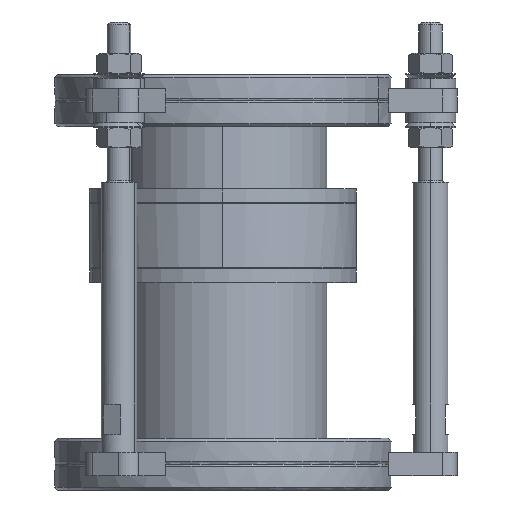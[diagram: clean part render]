
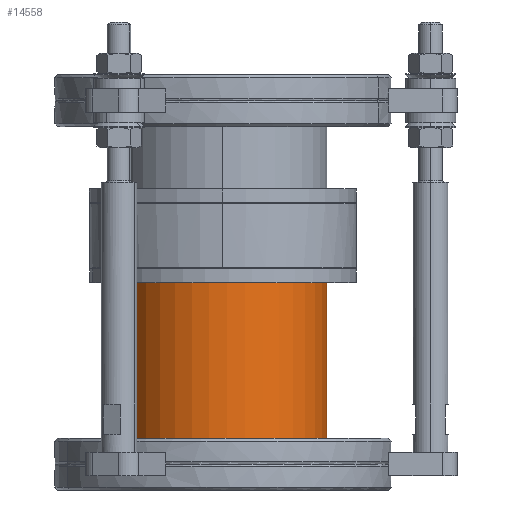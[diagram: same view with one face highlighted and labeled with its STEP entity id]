
A CAD part, left-side view. The second image highlights one B-rep face of the part: STEP entity #14558.
In plain terms, the highlighted cylindrical face has radius 35 mm (diameter 70 mm), a partial arc.
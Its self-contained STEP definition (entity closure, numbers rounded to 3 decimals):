
#38 = DIRECTION ( 'NONE',  ( 0., 0., -1. ) ) ;
#69 = DIRECTION ( 'NONE',  ( 0., 0., -1. ) ) ;
#609 = CIRCLE ( 'NONE', #8389, 35. ) ;
#2282 = CARTESIAN_POINT ( 'NONE',  ( -7.553, 34.175, -70.1 ) ) ;
#2937 = CARTESIAN_POINT ( 'NONE',  ( 7.553, -34.175, -132.1 ) ) ;
#3488 = VERTEX_POINT ( 'NONE', #2937 ) ;
#5077 = CYLINDRICAL_SURFACE ( 'NONE', #15169, 35. ) ;
#5186 = DIRECTION ( 'NONE',  ( 0., 0., -1. ) ) ;
#5280 = VECTOR ( 'NONE', #19531, 1000. ) ;
#5562 = EDGE_CURVE ( 'NONE', #25942, #3488, #18500, .T. ) ;
#8389 = AXIS2_PLACEMENT_3D ( 'NONE', #17286, #5186, #19317 ) ;
#10128 = CARTESIAN_POINT ( 'NONE',  ( 7.553, -34.175, -140.666 ) ) ;
#10221 = DIRECTION ( 'NONE',  ( -0.216, 0.976, 0. ) ) ;
#10306 = VERTEX_POINT ( 'NONE', #14464 ) ;
#11120 = EDGE_CURVE ( 'NONE', #3488, #10306, #609, .T. ) ;
#11955 = EDGE_CURVE ( 'NONE', #25942, #16325, #16723, .T. ) ;
#11966 = ORIENTED_EDGE ( 'NONE', *, *, #5562, .F. ) ;
#12164 = CARTESIAN_POINT ( 'NONE',  ( 0., 0., -140.666 ) ) ;
#12335 = CARTESIAN_POINT ( 'NONE',  ( 0., 0., -70.1 ) ) ;
#14315 = DIRECTION ( 'NONE',  ( -0.216, 0.976, 0. ) ) ;
#14464 = CARTESIAN_POINT ( 'NONE',  ( -7.553, 34.175, -132.1 ) ) ;
#14558 = ADVANCED_FACE ( 'NONE', ( #23086 ), #5077, .T. ) ;
#15169 = AXIS2_PLACEMENT_3D ( 'NONE', #12164, #18126, #10221 ) ;
#16213 = EDGE_LOOP ( 'NONE', ( #11966, #25133, #22181, #18037 ) ) ;
#16325 = VERTEX_POINT ( 'NONE', #2282 ) ;
#16723 = CIRCLE ( 'NONE', #21630, 35. ) ;
#17286 = CARTESIAN_POINT ( 'NONE',  ( 0., 0., -132.1 ) ) ;
#18037 = ORIENTED_EDGE ( 'NONE', *, *, #11120, .F. ) ;
#18126 = DIRECTION ( 'NONE',  ( 0., 0., -1. ) ) ;
#18500 = LINE ( 'NONE', #10128, #18523 ) ;
#18523 = VECTOR ( 'NONE', #69, 1000. ) ;
#19317 = DIRECTION ( 'NONE',  ( -0.216, 0.976, 0. ) ) ;
#19531 = DIRECTION ( 'NONE',  ( 0., 0., -1. ) ) ;
#20913 = CARTESIAN_POINT ( 'NONE',  ( 7.553, -34.175, -70.1 ) ) ;
#21413 = LINE ( 'NONE', #23490, #5280 ) ;
#21630 = AXIS2_PLACEMENT_3D ( 'NONE', #12335, #38, #14315 ) ;
#21959 = EDGE_CURVE ( 'NONE', #16325, #10306, #21413, .T. ) ;
#22181 = ORIENTED_EDGE ( 'NONE', *, *, #21959, .T. ) ;
#23086 = FACE_OUTER_BOUND ( 'NONE', #16213, .T. ) ;
#23490 = CARTESIAN_POINT ( 'NONE',  ( -7.553, 34.175, -140.666 ) ) ;
#25133 = ORIENTED_EDGE ( 'NONE', *, *, #11955, .T. ) ;
#25942 = VERTEX_POINT ( 'NONE', #20913 ) ;
